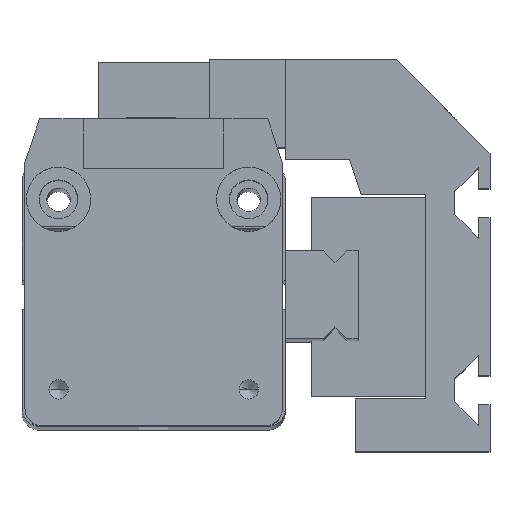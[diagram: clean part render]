
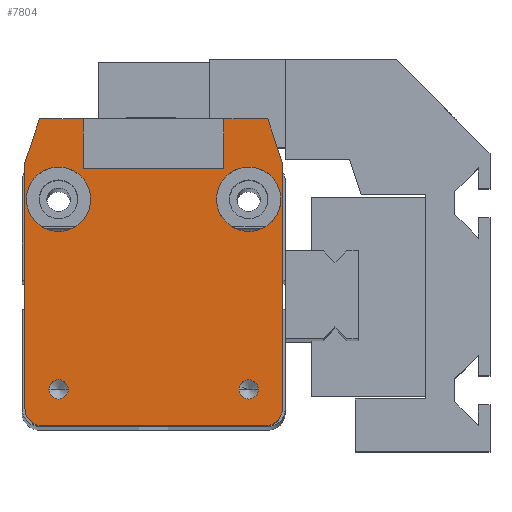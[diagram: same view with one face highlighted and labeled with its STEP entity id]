
A CAD part, top view. The second image highlights one B-rep face of the part: STEP entity #7804.
In plain terms, the highlighted planar face has unit normal (0, 0, 1).
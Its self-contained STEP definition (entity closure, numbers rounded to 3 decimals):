
#333=FACE_BOUND('',#1307,.T.);
#334=FACE_BOUND('',#1308,.T.);
#335=FACE_BOUND('',#1309,.T.);
#336=FACE_BOUND('',#1310,.T.);
#489=PLANE('',#8645);
#821=FACE_OUTER_BOUND('',#1306,.T.);
#1306=EDGE_LOOP('',(#6408,#6409,#6410,#6411,#6412,#6413,#6414,#6415,#6416,
#6417,#6418,#6419));
#1307=EDGE_LOOP('',(#6420,#6421));
#1308=EDGE_LOOP('',(#6422,#6423));
#1309=EDGE_LOOP('',(#6424,#6425));
#1310=EDGE_LOOP('',(#6426,#6427));
#1974=LINE('',#12447,#2739);
#1976=LINE('',#12455,#2741);
#1979=LINE('',#12461,#2744);
#1982=LINE('',#12467,#2747);
#1985=LINE('',#12473,#2750);
#1988=LINE('',#12479,#2753);
#1991=LINE('',#12485,#2756);
#1994=LINE('',#12491,#2759);
#1997=LINE('',#12497,#2762);
#2002=LINE('',#12512,#2767);
#2739=VECTOR('',#10148,1000.);
#2741=VECTOR('',#10160,1000.);
#2744=VECTOR('',#10165,1000.);
#2747=VECTOR('',#10170,1000.);
#2750=VECTOR('',#10175,1000.);
#2753=VECTOR('',#10180,1000.);
#2756=VECTOR('',#10185,1000.);
#2759=VECTOR('',#10190,1000.);
#2762=VECTOR('',#10195,1000.);
#2767=VECTOR('',#10210,1000.);
#3238=CIRCLE('',#8602,5.5);
#3243=CIRCLE('',#8609,5.5);
#3248=CIRCLE('',#8616,1.65);
#3250=CIRCLE('',#8620,1.65);
#3263=CIRCLE('',#8646,3.);
#3264=CIRCLE('',#8647,3.);
#3265=CIRCLE('',#8648,5.5);
#3266=CIRCLE('',#8649,5.5);
#3267=CIRCLE('',#8650,1.65);
#3268=CIRCLE('',#8651,1.65);
#3733=VERTEX_POINT('',#12344);
#3734=VERTEX_POINT('',#12346);
#3743=VERTEX_POINT('',#12381);
#3744=VERTEX_POINT('',#12383);
#3753=VERTEX_POINT('',#12418);
#3754=VERTEX_POINT('',#12420);
#3758=VERTEX_POINT('',#12431);
#3759=VERTEX_POINT('',#12433);
#3763=VERTEX_POINT('',#12444);
#3764=VERTEX_POINT('',#12446);
#3765=VERTEX_POINT('',#12454);
#3767=VERTEX_POINT('',#12460);
#3769=VERTEX_POINT('',#12466);
#3771=VERTEX_POINT('',#12472);
#3773=VERTEX_POINT('',#12478);
#3775=VERTEX_POINT('',#12484);
#3777=VERTEX_POINT('',#12490);
#3779=VERTEX_POINT('',#12496);
#3783=VERTEX_POINT('',#12509);
#3784=VERTEX_POINT('',#12511);
#4654=EDGE_CURVE('',#3733,#3734,#3238,.T.);
#4664=EDGE_CURVE('',#3743,#3744,#3243,.T.);
#4674=EDGE_CURVE('',#3753,#3754,#3248,.T.);
#4680=EDGE_CURVE('',#3758,#3759,#3250,.T.);
#4686=EDGE_CURVE('',#3764,#3763,#1974,.T.);
#4692=EDGE_CURVE('',#3765,#3764,#1976,.T.);
#4695=EDGE_CURVE('',#3767,#3765,#1979,.T.);
#4698=EDGE_CURVE('',#3769,#3767,#1982,.T.);
#4701=EDGE_CURVE('',#3771,#3769,#1985,.T.);
#4704=EDGE_CURVE('',#3773,#3771,#1988,.T.);
#4707=EDGE_CURVE('',#3775,#3773,#1991,.T.);
#4710=EDGE_CURVE('',#3777,#3775,#1994,.T.);
#4713=EDGE_CURVE('',#3779,#3777,#1997,.T.);
#4722=EDGE_CURVE('',#3784,#3783,#2002,.T.);
#4728=EDGE_CURVE('',#3783,#3779,#3263,.T.);
#4729=EDGE_CURVE('',#3763,#3784,#3264,.T.);
#4730=EDGE_CURVE('',#3734,#3733,#3265,.T.);
#4731=EDGE_CURVE('',#3744,#3743,#3266,.T.);
#4732=EDGE_CURVE('',#3754,#3753,#3267,.T.);
#4733=EDGE_CURVE('',#3759,#3758,#3268,.T.);
#6408=ORIENTED_EDGE('',*,*,#4722,.T.);
#6409=ORIENTED_EDGE('',*,*,#4728,.T.);
#6410=ORIENTED_EDGE('',*,*,#4713,.T.);
#6411=ORIENTED_EDGE('',*,*,#4710,.T.);
#6412=ORIENTED_EDGE('',*,*,#4707,.T.);
#6413=ORIENTED_EDGE('',*,*,#4704,.T.);
#6414=ORIENTED_EDGE('',*,*,#4701,.T.);
#6415=ORIENTED_EDGE('',*,*,#4698,.T.);
#6416=ORIENTED_EDGE('',*,*,#4695,.T.);
#6417=ORIENTED_EDGE('',*,*,#4692,.T.);
#6418=ORIENTED_EDGE('',*,*,#4686,.T.);
#6419=ORIENTED_EDGE('',*,*,#4729,.T.);
#6420=ORIENTED_EDGE('',*,*,#4730,.F.);
#6421=ORIENTED_EDGE('',*,*,#4654,.F.);
#6422=ORIENTED_EDGE('',*,*,#4731,.F.);
#6423=ORIENTED_EDGE('',*,*,#4664,.F.);
#6424=ORIENTED_EDGE('',*,*,#4732,.F.);
#6425=ORIENTED_EDGE('',*,*,#4674,.F.);
#6426=ORIENTED_EDGE('',*,*,#4733,.F.);
#6427=ORIENTED_EDGE('',*,*,#4680,.F.);
#7804=ADVANCED_FACE('',(#821,#333,#334,#335,#336),#489,.F.);
#8602=AXIS2_PLACEMENT_3D('',#12347,#10089,#10090);
#8609=AXIS2_PLACEMENT_3D('',#12384,#10107,#10108);
#8616=AXIS2_PLACEMENT_3D('',#12421,#10125,#10126);
#8620=AXIS2_PLACEMENT_3D('',#12434,#10137,#10138);
#8645=AXIS2_PLACEMENT_3D('',#12519,#10222,#10223);
#8646=AXIS2_PLACEMENT_3D('',#12520,#10224,#10225);
#8647=AXIS2_PLACEMENT_3D('',#12521,#10226,#10227);
#8648=AXIS2_PLACEMENT_3D('',#12522,#10228,#10229);
#8649=AXIS2_PLACEMENT_3D('',#12523,#10230,#10231);
#8650=AXIS2_PLACEMENT_3D('',#12524,#10232,#10233);
#8651=AXIS2_PLACEMENT_3D('',#12525,#10234,#10235);
#10089=DIRECTION('center_axis',(0.,0.,1.));
#10090=DIRECTION('ref_axis',(1.,0.,0.));
#10107=DIRECTION('center_axis',(0.,0.,1.));
#10108=DIRECTION('ref_axis',(1.,0.,0.));
#10125=DIRECTION('center_axis',(0.,0.,1.));
#10126=DIRECTION('ref_axis',(1.,0.,0.));
#10137=DIRECTION('center_axis',(0.,0.,1.));
#10138=DIRECTION('ref_axis',(1.,0.,0.));
#10148=DIRECTION('',(0.,-1.,0.));
#10160=DIRECTION('',(-0.316,-0.949,0.));
#10165=DIRECTION('',(-1.,0.,0.));
#10170=DIRECTION('',(0.,1.,0.));
#10175=DIRECTION('',(-1.,0.,0.));
#10180=DIRECTION('',(0.,-1.,0.));
#10185=DIRECTION('',(-1.,0.,0.));
#10190=DIRECTION('',(-0.316,0.949,0.));
#10195=DIRECTION('',(0.,1.,0.));
#10210=DIRECTION('',(1.,0.,0.));
#10222=DIRECTION('center_axis',(0.,0.,-1.));
#10223=DIRECTION('ref_axis',(0.,-1.,0.));
#10224=DIRECTION('center_axis',(0.,0.,1.));
#10225=DIRECTION('ref_axis',(-1.,0.,0.));
#10226=DIRECTION('center_axis',(0.,0.,1.));
#10227=DIRECTION('ref_axis',(-1.,0.,0.));
#10228=DIRECTION('center_axis',(0.,0.,1.));
#10229=DIRECTION('ref_axis',(1.,0.,0.));
#10230=DIRECTION('center_axis',(0.,0.,1.));
#10231=DIRECTION('ref_axis',(1.,0.,0.));
#10232=DIRECTION('center_axis',(0.,0.,1.));
#10233=DIRECTION('ref_axis',(1.,0.,0.));
#10234=DIRECTION('center_axis',(0.,0.,1.));
#10235=DIRECTION('ref_axis',(1.,0.,0.));
#12344=CARTESIAN_POINT('',(-21.75,16.25,236.));
#12346=CARTESIAN_POINT('',(-10.75,16.25,236.));
#12347=CARTESIAN_POINT('Origin',(-16.25,16.25,236.));
#12381=CARTESIAN_POINT('',(10.75,16.25,236.));
#12383=CARTESIAN_POINT('',(21.75,16.25,236.));
#12384=CARTESIAN_POINT('Origin',(16.25,16.25,236.));
#12418=CARTESIAN_POINT('',(-17.9,-16.25,236.));
#12420=CARTESIAN_POINT('',(-14.6,-16.25,236.));
#12421=CARTESIAN_POINT('Origin',(-16.25,-16.25,236.));
#12431=CARTESIAN_POINT('',(14.6,-16.25,236.));
#12433=CARTESIAN_POINT('',(17.9,-16.25,236.));
#12434=CARTESIAN_POINT('Origin',(16.25,-16.25,236.));
#12444=CARTESIAN_POINT('',(-22.,-19.5,236.));
#12446=CARTESIAN_POINT('',(-22.,22.5,236.));
#12447=CARTESIAN_POINT('',(-22.,-22.5,236.));
#12454=CARTESIAN_POINT('',(-19.5,30.,236.));
#12455=CARTESIAN_POINT('',(-22.,22.5,236.));
#12460=CARTESIAN_POINT('',(-12.,30.,236.));
#12461=CARTESIAN_POINT('',(-19.5,30.,236.));
#12466=CARTESIAN_POINT('',(-12.,21.5,236.));
#12467=CARTESIAN_POINT('',(-12.,30.,236.));
#12472=CARTESIAN_POINT('',(12.,21.5,236.));
#12473=CARTESIAN_POINT('',(-12.,21.5,236.));
#12478=CARTESIAN_POINT('',(12.,30.,236.));
#12479=CARTESIAN_POINT('',(12.,21.5,236.));
#12484=CARTESIAN_POINT('',(19.5,30.,236.));
#12485=CARTESIAN_POINT('',(12.,30.,236.));
#12490=CARTESIAN_POINT('',(22.,22.5,236.));
#12491=CARTESIAN_POINT('',(19.5,30.,236.));
#12496=CARTESIAN_POINT('',(22.,-19.5,236.));
#12497=CARTESIAN_POINT('',(22.,22.5,236.));
#12509=CARTESIAN_POINT('',(19.,-22.5,236.));
#12511=CARTESIAN_POINT('',(-19.,-22.5,236.));
#12512=CARTESIAN_POINT('',(-22.,-22.5,236.));
#12519=CARTESIAN_POINT('Origin',(0.,-22.5,236.));
#12520=CARTESIAN_POINT('Origin',(19.,-19.5,236.));
#12521=CARTESIAN_POINT('Origin',(-19.,-19.5,236.));
#12522=CARTESIAN_POINT('Origin',(-16.25,16.25,236.));
#12523=CARTESIAN_POINT('Origin',(16.25,16.25,236.));
#12524=CARTESIAN_POINT('Origin',(-16.25,-16.25,236.));
#12525=CARTESIAN_POINT('Origin',(16.25,-16.25,236.));
